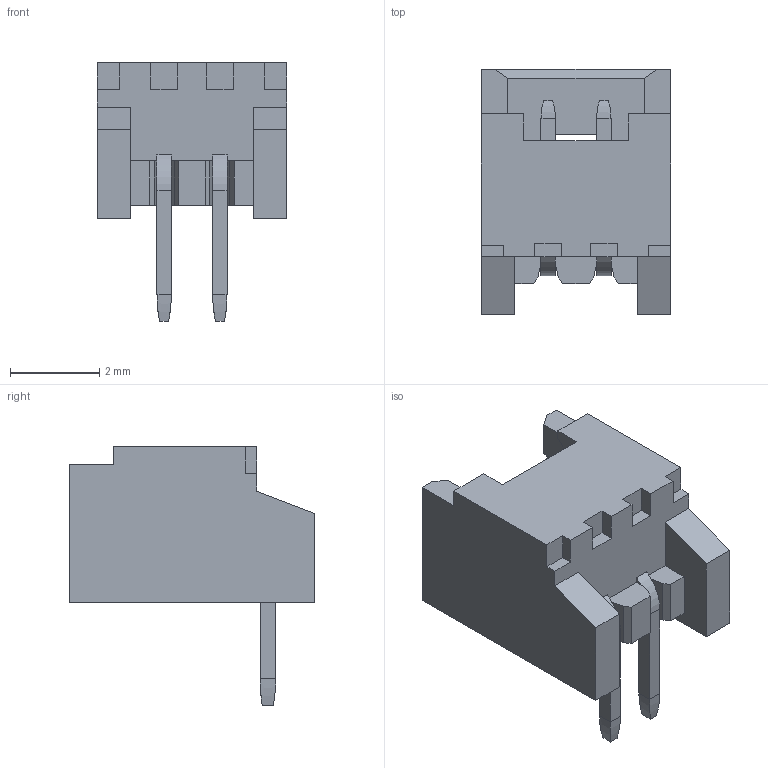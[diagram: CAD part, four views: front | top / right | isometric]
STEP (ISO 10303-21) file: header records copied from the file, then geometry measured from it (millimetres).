
FILE_DESCRIPTION (( 'STEP AP214' ), '1' );
FILE_NAME ('Molex_PicoBlade_53048-0210_1x02_P1.STEP', '2020-02-26T11:45:35', ( '' ), ( '' ), 'SwSTEP 2.0', 'SolidWorks 2017', '' );
FILE_SCHEMA (( 'AUTOMOTIVE_DESIGN' ));
Length unit declared in the file: millimetre
Products named in the file (1): Molex_PicoBlade_53048-0210_1x02_P1
Bounding box: 4.25 x 5.5 x 5.8 mm (x, y, z)
Volume: 39.7 mm3; surface area: 154.2 mm2
Topology: 1 solids, 1 shells, 112 faces, 302 edges, 194 vertices
Faces by surface type: plane 94, bspline 16, cylinder 2
Entity records: 4270 total; most frequent: CARTESIAN_POINT 1089, ORIENTED_EDGE 604, DIRECTION 484, EDGE_CURVE 302, VECTOR 282, LINE 282, VERTEX_POINT 194, EDGE_LOOP 116
